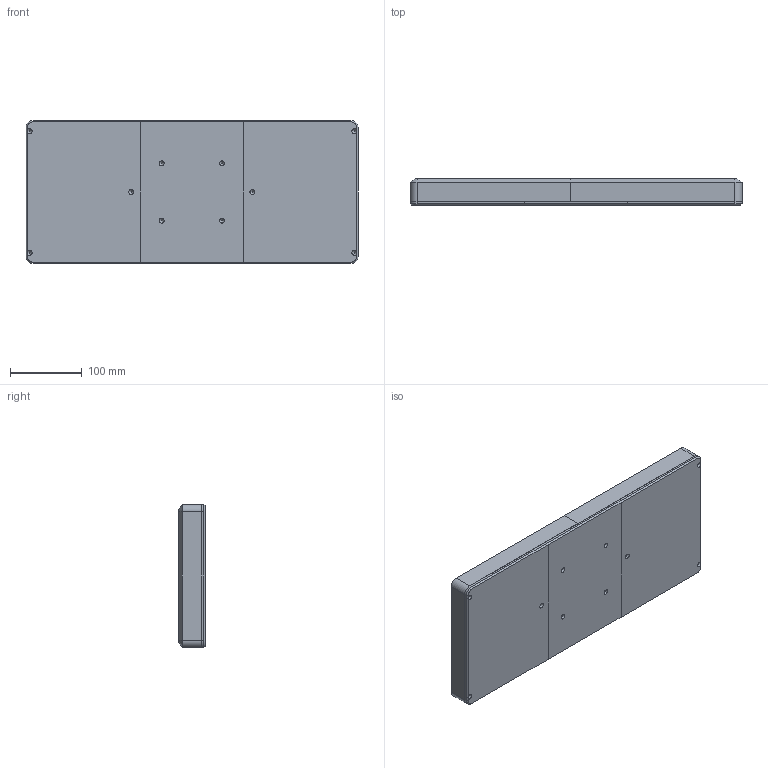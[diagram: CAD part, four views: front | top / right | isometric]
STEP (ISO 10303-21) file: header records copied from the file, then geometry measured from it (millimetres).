
FILE_DESCRIPTION(/* description */ (''),/* implementation_level */ '2;1');
FILE_NAME(/* name */ 'Full Case.step',/* time_stamp */ '2026-02-01T10:49:09Z',/* author */ (''),/* organization */ (''),/* preprocessor_version */ 'ST-DEVELOPER v20.1',/* originating_system */ 'Autodesk Translation Framework v14.24.0.0',/* authorisation */ '');
FILE_SCHEMA (('AUTOMOTIVE_DESIGN { 1 0 10303 214 3 1 1 }'));
Length unit declared in the file: millimetre
Products named in the file (1): Full Case
Bounding box: 464 x 37 x 200 mm (x, y, z)
Volume: 1120225.3 mm3; surface area: 487750 mm2
Topology: 5 solids, 5 shells, 635 faces, 1556 edges, 1021 vertices
Faces by surface type: plane 493, cylinder 110, cone 26, bspline 6
Full cylindrical faces by diameter (mm): 2 x10, 3 x42, 4 x10, 6 x10, 7 x2, 10 x1, 14 x6
Entity records: 19460 total; most frequent: CARTESIAN_POINT 4001, ORIENTED_EDGE 3112, DIRECTION 3046, EDGE_CURVE 1556, LINE 1278, VECTOR 1278, VERTEX_POINT 1021, AXIS2_PLACEMENT_3D 884
